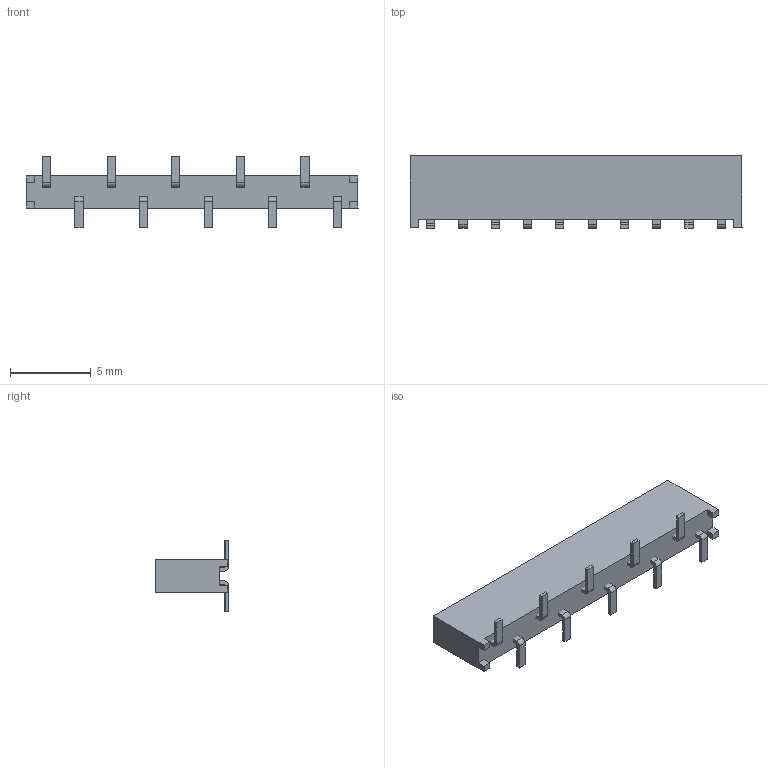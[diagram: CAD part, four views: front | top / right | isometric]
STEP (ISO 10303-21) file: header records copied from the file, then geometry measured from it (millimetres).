
FILE_DESCRIPTION (( 'STEP AP214' ), '1' );
FILE_NAME ('MMS-110-02-L-SV-TR.STEP', '2015-05-27T09:49:19', ( '' ), ( '' ), 'SwSTEP 2.0', 'SolidWorks 2014', '' );
FILE_SCHEMA (( 'AUTOMOTIVE_DESIGN' ));
Length unit declared in the file: millimetre
Products named in the file (4): DEFAULT; DEFAULT-1; MMS-110-02-L-SV-TR
Assembly tree (3 placements, depth 3):
  MMS-110-02-L-SV-TR
    DEFAULT
      DEFAULT
      DEFAULT-1
Bounding box: 20.55 x 4.51 x 4.44 mm (x, y, z)
Volume: 182 mm3; surface area: 460.9 mm2
Topology: 2 solids, 2 shells, 198 faces, 512 edges, 328 vertices
Faces by surface type: plane 178, cylinder 20
Entity records: 6072 total; most frequent: CARTESIAN_POINT 1165, ORIENTED_EDGE 1024, DIRECTION 922, EDGE_CURVE 512, LINE 432, VECTOR 432, VERTEX_POINT 328, AXIS2_PLACEMENT_3D 245
